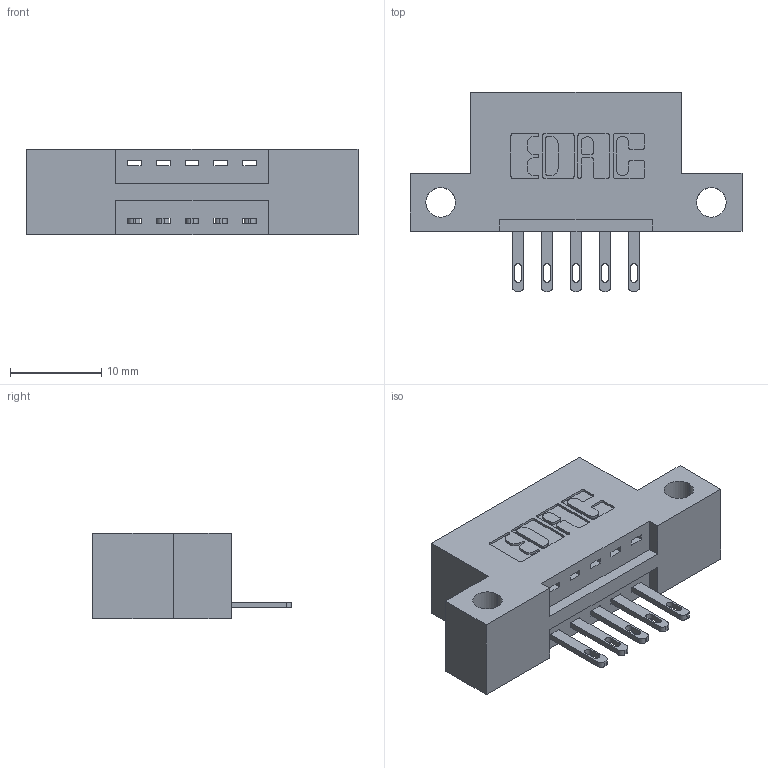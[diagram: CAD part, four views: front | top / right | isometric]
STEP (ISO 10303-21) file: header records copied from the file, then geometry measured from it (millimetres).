
FILE_DESCRIPTION (( 'STEP AP203' ), '1' );
FILE_NAME ('346-005-500-112.STEP', '2022-05-04T17:19:36', ( '' ), ( '' ), 'SwSTEP 2.0', 'SolidWorks 2020', '' );
FILE_SCHEMA (( 'CONFIG_CONTROL_DESIGN' ));
Length unit declared in the file: inch
Products named in the file (3): 345-292-001_345-293-100; 346-005-500-112; 346 Part_Flush Mounting Lugs - Side Mount
Assembly tree (6 placements, depth 2):
  346-005-500-112
    346 Part_Flush Mounting Lugs - Side Mount
    345-292-001_345-293-100  x5
Bounding box: 36.45 x 21.84 x 9.4 mm (x, y, z)
Volume: 3149.9 mm3; surface area: 3403.6 mm2
Topology: 6 solids, 6 shells, 392 faces, 1169 edges, 778 vertices
Faces by surface type: plane 246, cylinder 146
Entity records: 8017 total; most frequent: CARTESIAN_POINT 1391, ORIENTED_EDGE 1330, DIRECTION 1275, EDGE_CURVE 665, LINE 509, VECTOR 509, VERTEX_POINT 442, AXIS2_PLACEMENT_3D 383
